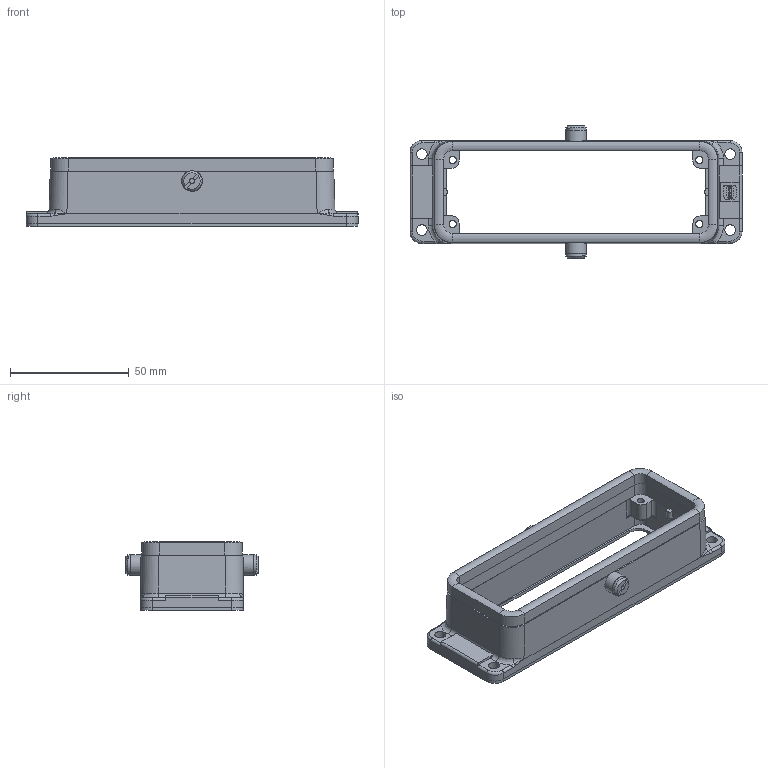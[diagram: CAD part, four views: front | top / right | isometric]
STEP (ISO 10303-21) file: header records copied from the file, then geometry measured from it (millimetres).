
FILE_DESCRIPTION(/* description */ (''),/* implementation_level */ '2;1');
FILE_NAME(/* name */ '100095203ugm000_d.stp',/* time_stamp */ '2017-11-03T16:28:09+01:00',/* author */ (''),/* organization */ (''),/* preprocessor_version */ 'ST-DEVELOPER v16',/* originating_system */ 'SIEMENS PLM Software NX 10.0',/* authorisation */ '');
FILE_SCHEMA (('AUTOMOTIVE_DESIGN { 1 0 10303 214 3 1 1 1 }'));
Length unit declared in the file: millimetre
Products named in the file (1): 100095203ugm000_d
Bounding box: 140.01 x 55.89 x 28.9 mm (x, y, z)
Volume: 38877.1 mm3; surface area: 25131.9 mm2
Topology: 1 solids, 5 shells, 401 faces, 1549 edges, 1677 vertices
Faces by surface type: plane 208, cylinder 110, bspline 44, cone 16, torus 12, extrusion 9, sphere 2
Full cylindrical faces by diameter (mm): 0.42 x1, 0.589 x1, 2.2 x2, 3 x4, 4.5 x4, 6.1 x4, 6.2 x4, 8.5 x2, 8.8 x2
Entity records: 18635 total; most frequent: CARTESIAN_POINT 4920, DIRECTION 2057, ORIENTED_EDGE 1936, EDGE_CURVE 968, VECTOR 715, LINE 706, PRESENTATION_STYLE_ASSIGNMENT 703, AXIS2_PLACEMENT_3D 671
